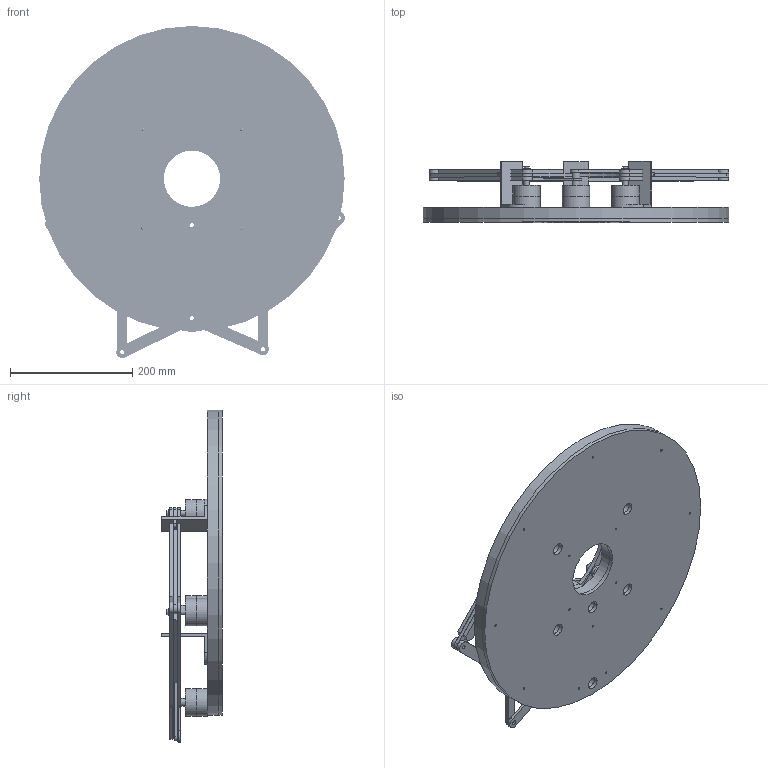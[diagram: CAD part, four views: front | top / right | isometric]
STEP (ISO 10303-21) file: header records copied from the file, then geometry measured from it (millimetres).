
FILE_DESCRIPTION(/* description */ (''),/* implementation_level */ '2;1');
FILE_NAME(/* name */ '9d2dad7b-5686-4115-87b1-94c2416eb775.stp',/* time_stamp */ '2017-12-20T23:50:42+00:00',/* author */ (''),/* organization */ (''),/* preprocessor_version */ 'ST-DEVELOPER v16.13',/* originating_system */ 'Autodesk Translation Framework v6.5.0.72',/* authorisation */ '');
FILE_SCHEMA (('AUTOMOTIVE_DESIGN { 1 0 10303 214 3 1 1 }'));
Length unit declared in the file: millimetre
Products named in the file (23): Baseline Sled; Sled Body; 45 Linkage System; 45 Linkage Arm C; 45 Linkage Arm B; 45 Linkage Arm A; 45 Linkage Arm D; 45 Linkage Arm E; 93717A322; 92314A842; 98023A114; Sled Pad; Ring System; Top Mount Linkage System; 93717A436; Plywood Spacer; Plywood Spacer (1); Plywood Spacer (2); Plywood Spacer (3); 93717A425; Linkage; 5906K531; Arm
Assembly tree (41 placements, depth 3):
  Baseline Sled
    Sled Body
    45 Linkage System
      45 Linkage Arm A  x2
      45 Linkage Arm C
      45 Linkage Arm B
      45 Linkage Arm D
      45 Linkage Arm E
      93717A322  x4
      92314A842  x4
      98023A114  x4
    Sled Pad
    Ring System
    Top Mount Linkage System
      Arm  x2
      Linkage  x4
      93717A436  x2
      Plywood Spacer
      Plywood Spacer (1)
      Plywood Spacer (2)
      Plywood Spacer (3)
      5906K531  x4
      93717A425  x2
Bounding box: 500.2 x 99.35 x 543.54 mm (x, y, z)
Volume: 5502775.1 mm3; surface area: 1180547.4 mm2
Topology: 62 solids, 62 shells, 965 faces, 2519 edges, 1706 vertices
Faces by surface type: cylinder 647, plane 282, cone 28, bspline 8
Full cylindrical faces by diameter (mm): 2.381 x2, 3.175 x63, 3.802 x188, 4.826 x188, 4.877 x4, 5 x4, 5.588 x4, 6.35 x26, 6.401 x4, 6.604 x16, 7 x6, 9.5 x4, 9.525 x4, 10 x16, 12.7 x8, 13 x2, 15.875 x4, 19.05 x3, 20 x12, 22.2 x4, 45 x12, 92 x2, 500 x2
Entity records: 25030 total; most frequent: CARTESIAN_POINT 12000, DIRECTION 2585, ORIENTED_EDGE 2424, EDGE_CURVE 1212, AXIS2_PLACEMENT_3D 1020, VERTEX_POINT 817, EDGE_LOOP 769, LINE 545
